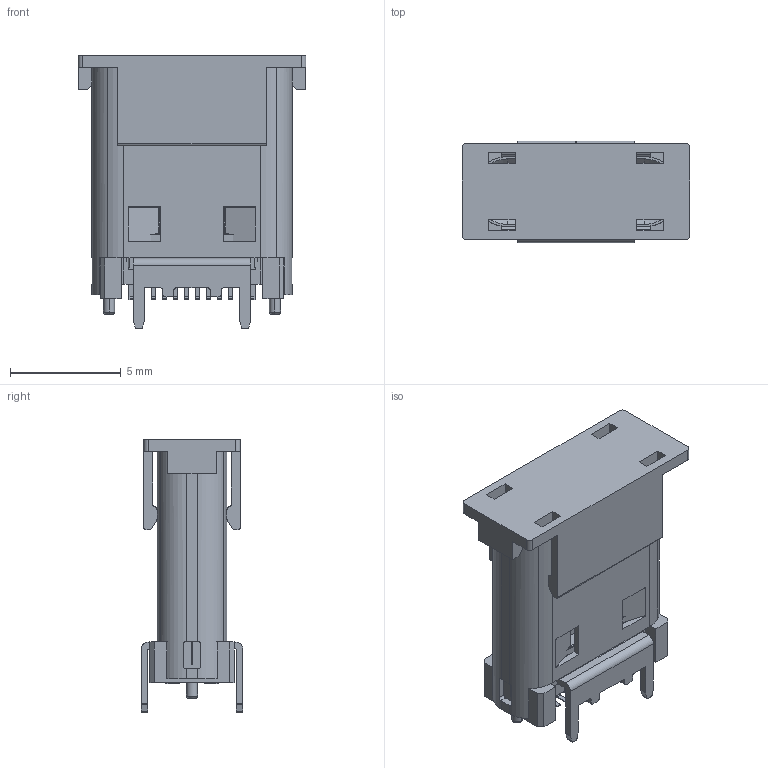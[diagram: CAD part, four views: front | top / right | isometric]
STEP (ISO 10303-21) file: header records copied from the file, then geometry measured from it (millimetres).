
FILE_DESCRIPTION((''),'2;1');
FILE_NAME('JACK-USBC-241SMTV-4BQC11-1_ASM','2022-10-18T10:27:14',('jirenqiang'),(''),'CREO PARAMETRIC BY PTC INC, 2018050','CREO PARAMETRIC BY PTC INC, 2018050','');
FILE_SCHEMA(('CONFIG_CONTROL_DESIGN'));
Length unit declared in the file: millimetre
Products named in the file (32): 1-70__1; 1-71__1; 1-72__1; PRT0001__1; PRT0002__1; PRT0003__1; PRT0004__1; PRT0005__1; PRT0006__1; PRT0007__1; PRT0008__1; PRT0009__1; PRT0010__1; PRT0011__1; PRT0012__1; PRT0013__1; PRT0014__1; PRT0015__1; PRT0016__1; PRT0017__1; PRT0018__1; PRT0019__1; PRT0020__1; PRT0021__1; PRT0022__1; PRT0023__1; PRT0024__1; PRT0025__1; PRT0026__1; PRT0027__1; PRT0028__1; JACK-USBC-241SMTV-4BQC11-1_ASM
Assembly tree (31 placements, depth 2):
  JACK-USBC-241SMTV-4BQC11-1_ASM
    1-70__1
    1-71__1
    1-72__1
    PRT0001__1
    PRT0002__1
    PRT0003__1
    PRT0004__1
    PRT0005__1
    PRT0006__1
    PRT0007__1
    PRT0008__1
    PRT0009__1
    PRT0010__1
    PRT0011__1
    PRT0012__1
    PRT0013__1
    PRT0014__1
    PRT0015__1
    PRT0016__1
    PRT0017__1
    PRT0018__1
    PRT0019__1
    PRT0020__1
    PRT0021__1
    PRT0022__1
    PRT0023__1
    PRT0024__1
    PRT0025__1
    PRT0026__1
    PRT0027__1
    PRT0028__1
Bounding box: 10.3 x 4.6 x 12.37 mm (x, y, z)
Volume: 209.5 mm3; surface area: 1398.1 mm2
Topology: 31 solids, 31 shells, 1488 faces, 4047 edges, 2560 vertices
Faces by surface type: plane 1120, cylinder 304, bspline 52, cone 8, torus 4
Entity records: 48348 total; most frequent: CARTESIAN_POINT 10033, ORIENTED_EDGE 8094, DIRECTION 7557, EDGE_CURVE 4047, VECTOR 3287, LINE 3287, VERTEX_POINT 2560, AXIS2_PLACEMENT_3D 2135
